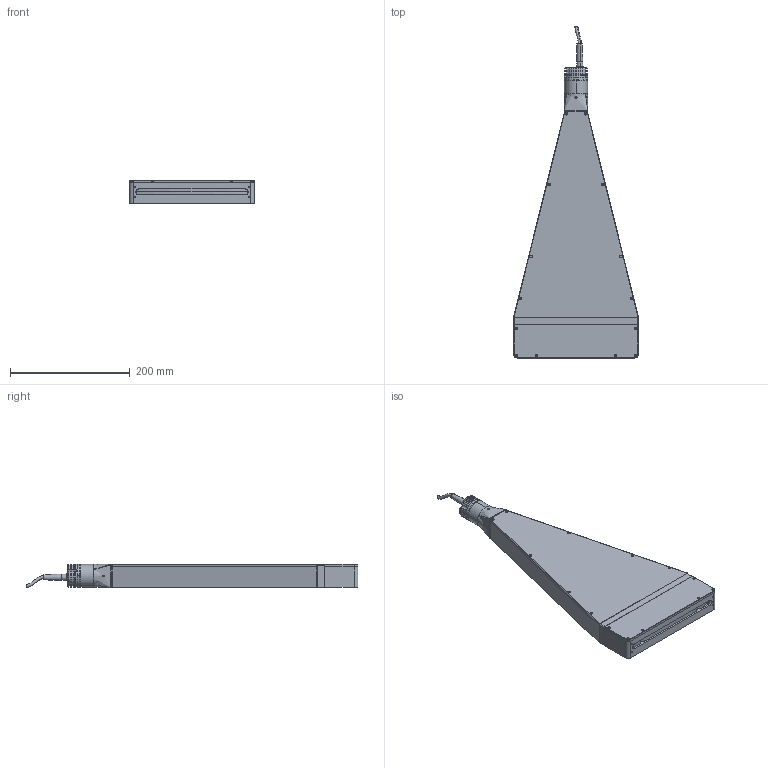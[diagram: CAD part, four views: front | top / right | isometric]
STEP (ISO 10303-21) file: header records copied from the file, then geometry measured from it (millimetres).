
FILE_DESCRIPTION (( 'STEP AP214' ), '1' );
FILE_NAME ('LTCL4K180.STEP', '2014-06-13T14:21:31', ( '' ), ( '' ), 'SwSTEP 2.0', 'SolidWorks 2013', '' );
FILE_SCHEMA (( 'AUTOMOTIVE_DESIGN' ));
Length unit declared in the file: millimetre
Products named in the file (1): LTCL4K180
Bounding box: 208 x 553.42 x 38.83 mm (x, y, z)
Surface area: 190893.8 mm2 (no closed solid volume)
Topology: 0 solids, 30 shells, 286 faces, 1014 edges, 757 vertices
Faces by surface type: plane 130, cylinder 118, cone 20, bspline 8, torus 8, sphere 2
Entity records: 14704 total; most frequent: CARTESIAN_POINT 2693, DIRECTION 1946, ORIENTED_EDGE 1528, EDGE_CURVE 1014, VERTEX_POINT 757, AXIS2_PLACEMENT_3D 678, LINE 590, VECTOR 590
